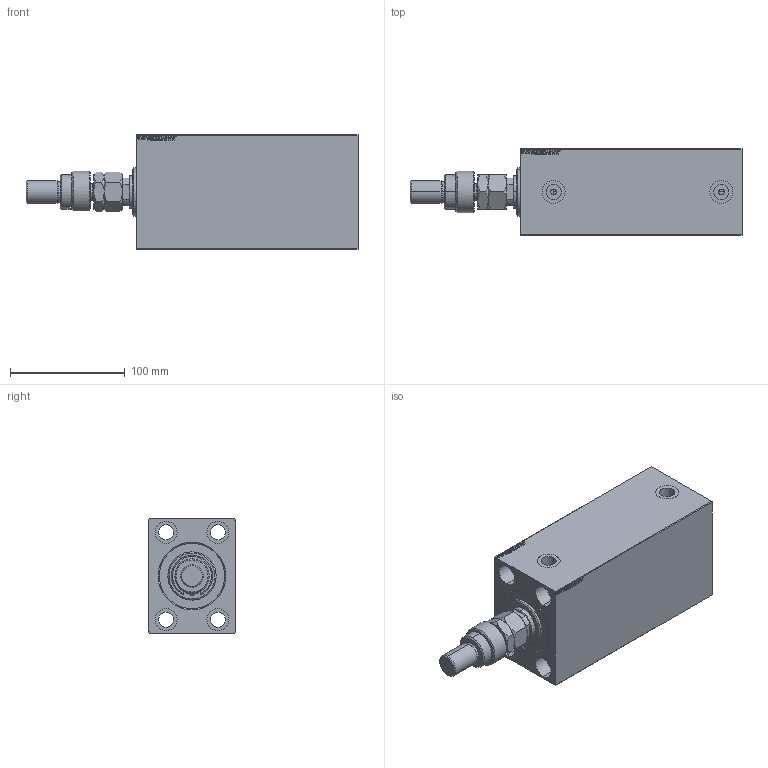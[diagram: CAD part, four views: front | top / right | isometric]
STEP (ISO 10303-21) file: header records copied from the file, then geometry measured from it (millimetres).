
FILE_DESCRIPTION (( 'STEP AP203' ), '1' );
FILE_NAME ('a33f.STEP', '2022-04-17T07:36:25', ( '' ), ( '' ), 'SwSTEP 2.0', 'SolidWorks 2019', '' );
FILE_SCHEMA (( 'CONFIG_CONTROL_DESIGN' ));
Length unit declared in the file: millimetre
Products named in the file (7): V450CM_C_VCP 035f665488751017c8be7652404cb00d; V450CM_VC_B 035f665488751017c8be7652404cb00d; MFA 035f665488751017c8be7652404cb00d; V450CM_C_Body 035f665488751017c8be7652404cb00d; a33f; FEMALE_PART_FOR_DFA 035f665488751017c8be7652404cb00d; DFA 035f665488751017c8be7652404cb00d
Assembly tree (6 placements, depth 3):
  a33f
    V450CM_C_Body 035f665488751017c8be7652404cb00d
    V450CM_C_VCP 035f665488751017c8be7652404cb00d
    V450CM_VC_B 035f665488751017c8be7652404cb00d
    DFA 035f665488751017c8be7652404cb00d
      FEMALE_PART_FOR_DFA 035f665488751017c8be7652404cb00d
      MFA 035f665488751017c8be7652404cb00d
Bounding box: 289 x 75 x 100 mm (x, y, z)
Volume: 1209795.9 mm3; surface area: 195283.8 mm2
Topology: 5 solids, 5 shells, 967 faces, 2442 edges, 1601 vertices
Faces by surface type: plane 442, bspline 380, cylinder 87, cone 54, torus 4
Entity records: 47589 total; most frequent: CARTESIAN_POINT 26132, ORIENTED_EDGE 4880, DIRECTION 3026, EDGE_CURVE 2440, VERTEX_POINT 1601, VECTOR 1380, LINE 1380, EDGE_LOOP 1103
